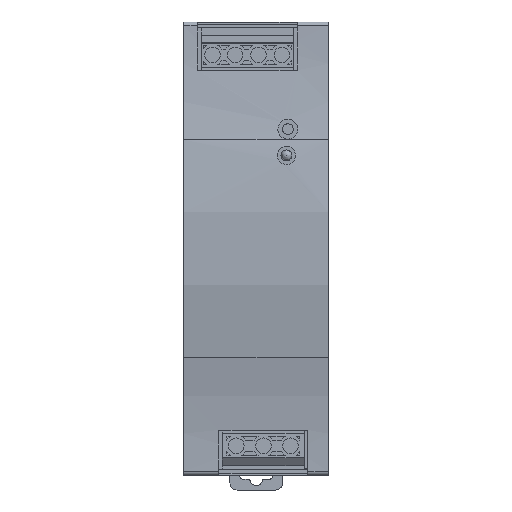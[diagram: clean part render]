
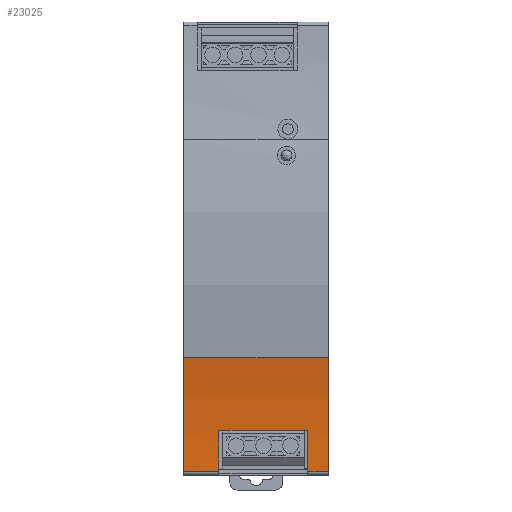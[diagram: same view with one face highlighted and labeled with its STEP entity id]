
A CAD part, left-side view. The second image highlights one B-rep face of the part: STEP entity #23025.
In plain terms, the highlighted cylindrical face has radius 150.414 mm (diameter 300.828 mm), a partial arc.
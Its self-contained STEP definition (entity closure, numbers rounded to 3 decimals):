
#8805=CARTESIAN_POINT('',(-9.639,53.236,-49.59));
#8806=VERTEX_POINT('',#8805);
#8814=CARTESIAN_POINT('',(-12.654,53.236,-18.11));
#8815=VERTEX_POINT('',#8814);
#8816=CARTESIAN_POINT('',(-160.046,53.236,-48.111));
#8817=DIRECTION('',(0.0,-1.0,0.0));
#8818=DIRECTION('',(-1.0,0.0,0.0));
#8819=AXIS2_PLACEMENT_3D('',#8816,#8817,#8818);
#8820=CIRCLE('',#8819,150.414);
#8821=EDGE_CURVE('',#8806,#8815,#8820,.T.);
#9283=CARTESIAN_POINT('',(-12.654,13.236,-18.11));
#9284=VERTEX_POINT('',#9283);
#9292=CARTESIAN_POINT('',(-9.639,13.236,-49.59));
#9293=VERTEX_POINT('',#9292);
#9294=CARTESIAN_POINT('',(-160.046,13.236,-48.111));
#9295=DIRECTION('',(0.0,-1.0,0.0));
#9296=DIRECTION('',(-1.0,0.0,0.0));
#9297=AXIS2_PLACEMENT_3D('',#9294,#9295,#9296);
#9298=CIRCLE('',#9297,150.414);
#9299=EDGE_CURVE('',#9293,#9284,#9298,.T.);
#22957=CARTESIAN_POINT('',(-9.639,18.942,-49.59));
#22958=VERTEX_POINT('',#22957);
#22968=CARTESIAN_POINT('',(-9.639,13.236,-49.59));
#22969=DIRECTION('',(0.0,1.0,0.0));
#22970=VECTOR('',#22969,5.706);
#22971=LINE('',#22968,#22970);
#22972=EDGE_CURVE('',#9293,#22958,#22971,.T.);
#22977=CARTESIAN_POINT('',(-160.046,18.986,-48.111));
#22978=DIRECTION('',(0.0,-1.0,0.0));
#22979=DIRECTION('',(-1.0,0.0,0.0));
#22980=AXIS2_PLACEMENT_3D('',#22977,#22978,#22979);
#22981=CYLINDRICAL_SURFACE('',#22980,150.414);
#22982=ORIENTED_EDGE('',*,*,#9299,.T.);
#22983=CARTESIAN_POINT('',(-12.654,13.236,-18.11));
#22984=DIRECTION('',(0.0,1.0,0.0));
#22985=VECTOR('',#22984,40.);
#22986=LINE('',#22983,#22985);
#22987=EDGE_CURVE('',#9284,#8815,#22986,.T.);
#22988=ORIENTED_EDGE('',*,*,#22987,.T.);
#22989=ORIENTED_EDGE('',*,*,#8821,.F.);
#22990=CARTESIAN_POINT('',(-9.639,43.486,-49.59));
#22991=VERTEX_POINT('',#22990);
#22992=CARTESIAN_POINT('',(-9.639,43.486,-49.59));
#22993=DIRECTION('',(0.0,1.0,0.0));
#22994=VECTOR('',#22993,9.75);
#22995=LINE('',#22992,#22994);
#22996=EDGE_CURVE('',#22991,#8806,#22995,.T.);
#22997=ORIENTED_EDGE('',*,*,#22996,.F.);
#22998=CARTESIAN_POINT('',(-9.969,43.486,-38.05));
#22999=VERTEX_POINT('',#22998);
#23000=CARTESIAN_POINT('',(-160.046,43.486,-48.111));
#23001=DIRECTION('',(0.0,-1.0,0.0));
#23002=DIRECTION('',(-1.0,0.0,0.0));
#23003=AXIS2_PLACEMENT_3D('',#23000,#23001,#23002);
#23004=CIRCLE('',#23003,150.414);
#23005=EDGE_CURVE('',#22991,#22999,#23004,.T.);
#23006=ORIENTED_EDGE('',*,*,#23005,.T.);
#23007=CARTESIAN_POINT('',(-9.969,18.942,-38.05));
#23008=VERTEX_POINT('',#23007);
#23009=CARTESIAN_POINT('',(-9.969,43.486,-38.05));
#23010=DIRECTION('',(0.0,-1.0,0.0));
#23011=VECTOR('',#23010,24.544);
#23012=LINE('',#23009,#23011);
#23013=EDGE_CURVE('',#22999,#23008,#23012,.T.);
#23014=ORIENTED_EDGE('',*,*,#23013,.T.);
#23015=CARTESIAN_POINT('',(-160.046,18.942,-48.111));
#23016=DIRECTION('',(0.0,-1.0,0.0));
#23017=DIRECTION('',(-1.0,0.0,0.0));
#23018=AXIS2_PLACEMENT_3D('',#23015,#23016,#23017);
#23019=CIRCLE('',#23018,150.414);
#23020=EDGE_CURVE('',#22958,#23008,#23019,.T.);
#23021=ORIENTED_EDGE('',*,*,#23020,.F.);
#23022=ORIENTED_EDGE('',*,*,#22972,.F.);
#23023=EDGE_LOOP('',(#22982,#22988,#22989,#22997,#23006,#23014,#23021,#23022));
#23024=FACE_OUTER_BOUND('',#23023,.T.);
#23025=ADVANCED_FACE('',(#23024),#22981,.F.);
